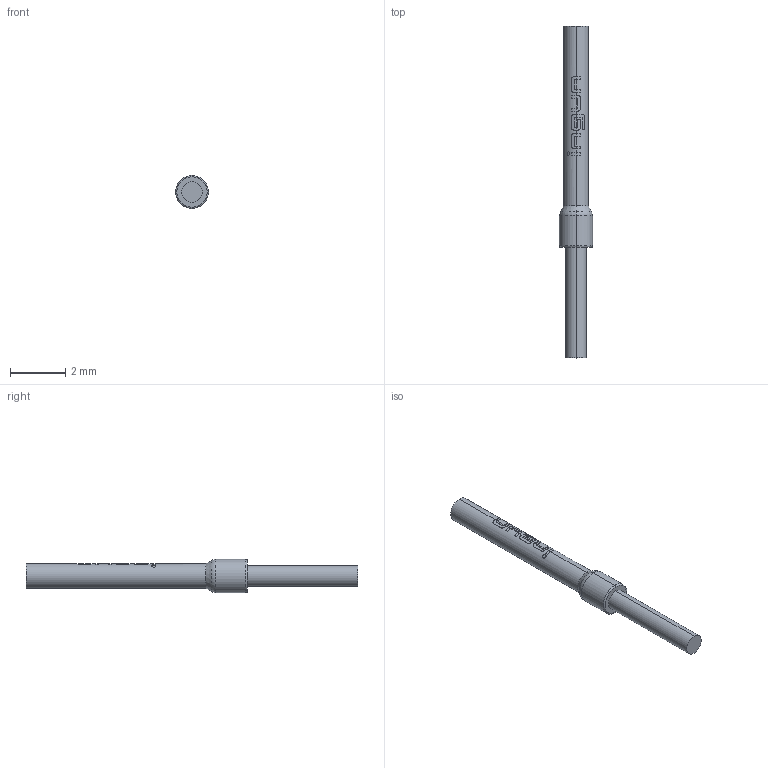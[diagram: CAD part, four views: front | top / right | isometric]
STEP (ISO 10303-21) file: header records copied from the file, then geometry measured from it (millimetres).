
FILE_DESCRIPTION (( 'STEP AP203' ), '1' );
FILE_NAME ('INGUN_SE-050.STEP', '2022-05-18T06:40:18', ( 'ochi' ), ( '' ), 'SwSTEP 2.0', 'SolidWorks 2018', '' );
FILE_SCHEMA (( 'CONFIG_CONTROL_DESIGN' ));
Length unit declared in the file: millimetre
Products named in the file (1): INGUN_SE-050
Bounding box: 1.2 x 12 x 1.2 mm (x, y, z)
Volume: 4.9 mm3; surface area: 48.7 mm2
Topology: 1 solids, 1 shells, 101 faces, 280 edges, 181 vertices
Faces by surface type: plane 42, cylinder 27, bspline 22, cone 6, torus 4
Entity records: 3567 total; most frequent: CARTESIAN_POINT 1061, ORIENTED_EDGE 556, DIRECTION 452, EDGE_CURVE 278, VERTEX_POINT 181, AXIS2_PLACEMENT_3D 180, EDGE_LOOP 103, FACE_OUTER_BOUND 101
